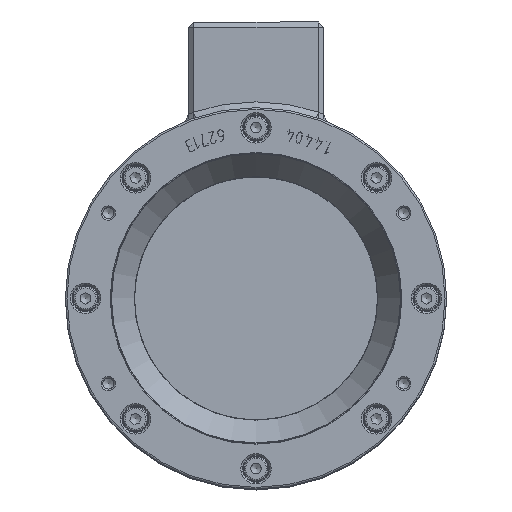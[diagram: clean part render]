
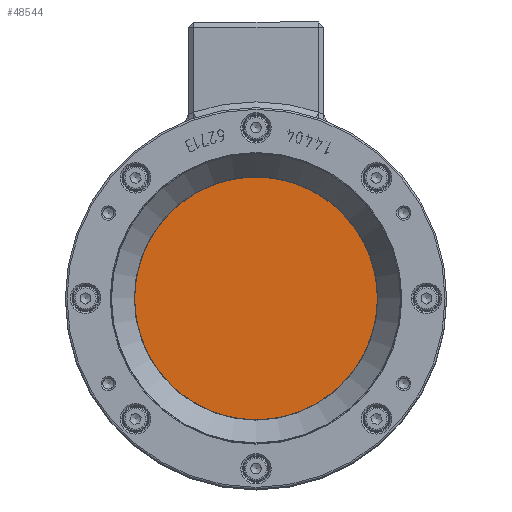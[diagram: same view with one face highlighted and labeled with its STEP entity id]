
A CAD part, top view. The second image highlights one B-rep face of the part: STEP entity #48544.
In plain terms, the highlighted face is planar.
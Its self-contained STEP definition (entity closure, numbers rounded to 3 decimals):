
#4559=PLANE('',#52168);
#6092=FACE_OUTER_BOUND('',#9028,.T.);
#9028=EDGE_LOOP('',(#35526));
#19412=CIRCLE('',#52165,39.496);
#21646=VERTEX_POINT('',#75736);
#26793=EDGE_CURVE('',#21646,#21646,#19412,.T.);
#35526=ORIENTED_EDGE('',*,*,#26793,.F.);
#48544=ADVANCED_FACE('',(#6092),#4559,.T.);
#52165=AXIS2_PLACEMENT_3D('',#75738,#57477,#57478);
#52168=AXIS2_PLACEMENT_3D('',#75742,#57484,#57485);
#57477=DIRECTION('center_axis',(0.,0.,1.));
#57478=DIRECTION('ref_axis',(-1.,0.,0.));
#57484=DIRECTION('center_axis',(0.,0.,-1.));
#57485=DIRECTION('ref_axis',(-1.,0.,0.));
#75736=CARTESIAN_POINT('',(-39.496,0.,0.));
#75738=CARTESIAN_POINT('Origin',(0.,0.,0.));
#75742=CARTESIAN_POINT('Origin',(0.,0.,0.));
